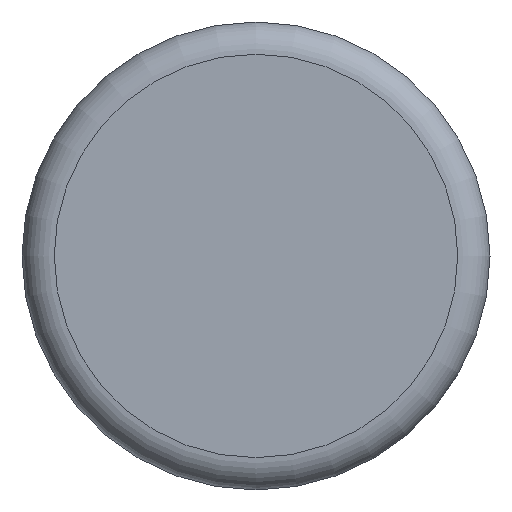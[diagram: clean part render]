
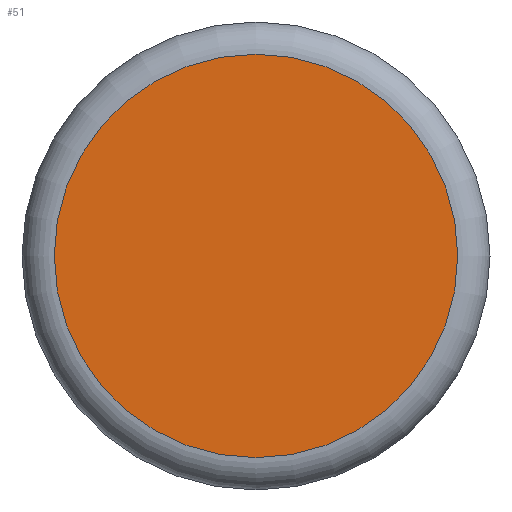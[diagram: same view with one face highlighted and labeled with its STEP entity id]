
A CAD part, top view. The second image highlights one B-rep face of the part: STEP entity #51.
In plain terms, the highlighted planar face has unit normal (0, 0, 1).
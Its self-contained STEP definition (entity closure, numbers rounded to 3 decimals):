
#51 = ADVANCED_FACE( '', ( #108 ), #109, .F. );
#108 = FACE_OUTER_BOUND( '', #173, .T. );
#109 = PLANE( '', #174 );
#173 = EDGE_LOOP( '', ( #244 ) );
#174 = AXIS2_PLACEMENT_3D( '', #245, #246, #247 );
#244 = ORIENTED_EDGE( '', *, *, #312, .T. );
#245 = CARTESIAN_POINT( '', ( 14.5, 0., 57.5 ) );
#246 = DIRECTION( '', ( 0., 0., -1. ) );
#247 = DIRECTION( '', ( -1., 0., 0. ) );
#312 = EDGE_CURVE( '', #348, #348, #349, .F. );
#348 = VERTEX_POINT( '', #389 );
#349 = CIRCLE( '', #390, 12.496 );
#389 = CARTESIAN_POINT( '', ( -12.496, 0., 57.5 ) );
#390 = AXIS2_PLACEMENT_3D( '', #431, #432, #433 );
#431 = CARTESIAN_POINT( '', ( 0., 0., 57.5 ) );
#432 = DIRECTION( '', ( 0., 0., -1. ) );
#433 = DIRECTION( '', ( -1., 0., 0. ) );
